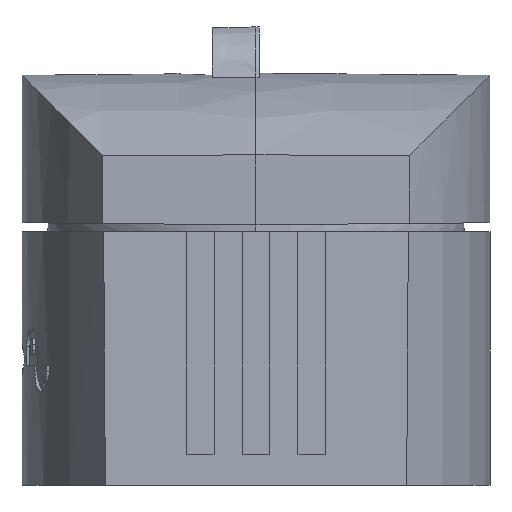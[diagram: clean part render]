
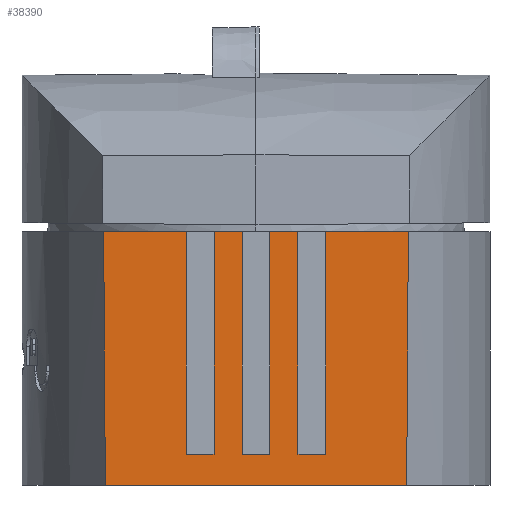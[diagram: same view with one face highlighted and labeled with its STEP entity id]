
A CAD part, front view. The second image highlights one B-rep face of the part: STEP entity #38390.
In plain terms, the highlighted face is planar.
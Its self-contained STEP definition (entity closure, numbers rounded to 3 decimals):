
#15640=CARTESIAN_POINT('',(21.559,-44.052,
-68.774));
#15650=DIRECTION('',(0.,0.,-1.));
#15660=VECTOR('',#15650,1.);
#15670=LINE('',#15640,#15660);
#15680=CARTESIAN_POINT('',(21.559,-44.052,
-73.274));
#15690=VERTEX_POINT('',#15680);
#15700=CARTESIAN_POINT('',(21.559,-44.052,
-78.571));
#15710=VERTEX_POINT('',#15700);
#15720=EDGE_CURVE('',#15690,#15710,#15670,.T.);
#15940=CARTESIAN_POINT('',(21.559,-44.052,
-71.474));
#15950=VERTEX_POINT('',#15940);
#15980=CARTESIAN_POINT('',(21.559,-44.052,
-68.774));
#15990=DIRECTION('',(0.,0.,-1.));
#16000=VECTOR('',#15990,1.);
#16010=LINE('',#15980,#16000);
#16020=CARTESIAN_POINT('',(21.559,-44.052,
-69.674));
#16030=VERTEX_POINT('',#16020);
#16040=EDGE_CURVE('',#16030,#15950,#16010,.T.);
#16260=CARTESIAN_POINT('',(21.559,-44.052,
-67.874));
#16270=VERTEX_POINT('',#16260);
#16300=CARTESIAN_POINT('',(21.559,-44.052,
-68.774));
#16310=DIRECTION('',(0.,0.,-1.));
#16320=VECTOR('',#16310,1.);
#16330=LINE('',#16300,#16320);
#16340=CARTESIAN_POINT('',(21.559,-44.052,
-66.074));
#16350=VERTEX_POINT('',#16340);
#16360=EDGE_CURVE('',#16350,#16270,#16330,.T.);
#16580=CARTESIAN_POINT('',(21.559,-44.052,
-64.274));
#16590=VERTEX_POINT('',#16580);
#16620=CARTESIAN_POINT('',(21.559,-44.052,
-68.774));
#16630=DIRECTION('',(0.,0.,-1.));
#16640=VECTOR('',#16630,1.);
#16650=LINE('',#16620,#16640);
#16660=CARTESIAN_POINT('',(21.559,-44.052,
-58.977));
#16670=VERTEX_POINT('',#16660);
#16680=EDGE_CURVE('',#16670,#16590,#16650,.T.);
#21090=CARTESIAN_POINT('',(21.259,-28.049,
-80.724));
#21100=DIRECTION('',(-1.,0.,0.));
#21110=DIRECTION('',(0.,0.,-1.));
#21120=AXIS2_PLACEMENT_3D('',#21090,#21100,#21110);
#21130=CYLINDRICAL_SURFACE('',#21120,27.);
#21440=CARTESIAN_POINT('',(21.259,-28.049,
-56.824));
#21450=DIRECTION('',(-1.,0.,0.));
#21460=DIRECTION('',(0.,0.,-1.));
#21470=AXIS2_PLACEMENT_3D('',#21440,#21450,#21460);
#21480=CYLINDRICAL_SURFACE('',#21470,27.);
#23500=CARTESIAN_POINT('',(5.259,-44.194,
-59.083));
#23510=VERTEX_POINT('',#23500);
#23540=CARTESIAN_POINT('',(5.259,-44.194,
-68.774));
#23550=DIRECTION('',(0.,0.,1.));
#23560=VECTOR('',#23550,1.);
#23570=LINE('',#23540,#23560);
#23580=CARTESIAN_POINT('',(5.259,-44.194,
-78.466));
#23590=VERTEX_POINT('',#23580);
#23600=EDGE_CURVE('',#23590,#23510,#23570,.T.);
#37270=CARTESIAN_POINT('',(21.271,-44.054,
-78.068));
#37280=DIRECTION('',(0.009,-1.,
0.));
#37290=DIRECTION('',(1.,0.009,
0.));
#37300=AXIS2_PLACEMENT_3D('',#37270,#37280,#37290);
#37310=PLANE('',#37300);
#37320=CARTESIAN_POINT('',(5.259,-44.194,
-78.466));
#37330=CARTESIAN_POINT('',(6.617,-44.182,
-78.475));
#37340=CARTESIAN_POINT('',(7.975,-44.17,
-78.483));
#37350=CARTESIAN_POINT('',(9.334,-44.158,
-78.492));
#37360=CARTESIAN_POINT('',(10.692,-44.146,
-78.501));
#37370=CARTESIAN_POINT('',(12.05,-44.135,
-78.51));
#37380=CARTESIAN_POINT('',(13.409,-44.123,
-78.519));
#37390=CARTESIAN_POINT('',(14.767,-44.111,
-78.527));
#37400=CARTESIAN_POINT('',(16.125,-44.099,
-78.536));
#37410=CARTESIAN_POINT('',(17.484,-44.087,
-78.545));
#37420=CARTESIAN_POINT('',(18.842,-44.075,
-78.554));
#37430=CARTESIAN_POINT('',(20.2,-44.063,
-78.562));
#37440=CARTESIAN_POINT('',(21.559,-44.052,
-78.571));
#37450=B_SPLINE_CURVE_WITH_KNOTS('',3,(#37320,#37330,#37340,#37350,
#37360,#37370,#37380,#37390,#37400,#37410,#37420,#37430,#37440),
.UNSPECIFIED.,.F.,.F.,(4,3,3,3,4),(0.,4.075,8.15,
12.226,16.301),.UNSPECIFIED.);
#37460=SURFACE_CURVE('',#37450,(#37310,#21480),.CURVE_3D.);
#37470=EDGE_CURVE('',#23590,#15710,#37460,.T.);
#37480=ORIENTED_EDGE('',*,*,#37470,.T.);
#37490=ORIENTED_EDGE('',*,*,#23600,.F.);
#37500=CARTESIAN_POINT('',(21.559,-44.052,
-58.977));
#37510=CARTESIAN_POINT('',(20.2,-44.063,
-58.986));
#37520=CARTESIAN_POINT('',(18.842,-44.075,
-58.995));
#37530=CARTESIAN_POINT('',(17.484,-44.087,
-59.003));
#37540=CARTESIAN_POINT('',(16.125,-44.099,
-59.012));
#37550=CARTESIAN_POINT('',(14.767,-44.111,
-59.021));
#37560=CARTESIAN_POINT('',(13.409,-44.123,
-59.03));
#37570=CARTESIAN_POINT('',(12.05,-44.135,
-59.039));
#37580=CARTESIAN_POINT('',(10.692,-44.146,
-59.047));
#37590=CARTESIAN_POINT('',(9.334,-44.158,
-59.056));
#37600=CARTESIAN_POINT('',(7.975,-44.17,
-59.065));
#37610=CARTESIAN_POINT('',(6.617,-44.182,
-59.074));
#37620=CARTESIAN_POINT('',(5.259,-44.194,
-59.083));
#37630=B_SPLINE_CURVE_WITH_KNOTS('',3,(#37500,#37510,#37520,#37530,
#37540,#37550,#37560,#37570,#37580,#37590,#37600,#37610,#37620),
.UNSPECIFIED.,.F.,.F.,(4,3,3,3,4),(0.,4.075,8.15,
12.226,16.301),.UNSPECIFIED.);
#37640=SURFACE_CURVE('',#37630,(#37310,#21130),.CURVE_3D.);
#37650=EDGE_CURVE('',#16670,#23510,#37640,.T.);
#37660=ORIENTED_EDGE('',*,*,#37650,.T.);
#37670=ORIENTED_EDGE('',*,*,#16680,.F.);
#37680=CARTESIAN_POINT('',(10.859,-44.145,
-64.274));
#37690=DIRECTION('',(-1.,-0.009,
0.));
#37700=VECTOR('',#37690,1.);
#37710=LINE('',#37680,#37700);
#37720=CARTESIAN_POINT('',(7.259,-44.176,
-64.274));
#37730=VERTEX_POINT('',#37720);
#37740=EDGE_CURVE('',#16590,#37730,#37710,.T.);
#37750=ORIENTED_EDGE('',*,*,#37740,.F.);
#37760=CARTESIAN_POINT('',(7.259,-44.176,
-68.774));
#37770=DIRECTION('',(0.,0.,1.));
#37780=VECTOR('',#37770,1.);
#37790=LINE('',#37760,#37780);
#37800=CARTESIAN_POINT('',(7.259,-44.176,
-66.074));
#37810=VERTEX_POINT('',#37800);
#37820=EDGE_CURVE('',#37810,#37730,#37790,.T.);
#37830=ORIENTED_EDGE('',*,*,#37820,.T.);
#37840=CARTESIAN_POINT('',(10.859,-44.145,
-66.074));
#37850=DIRECTION('',(1.,0.009,
0.));
#37860=VECTOR('',#37850,1.);
#37870=LINE('',#37840,#37860);
#37880=EDGE_CURVE('',#37810,#16350,#37870,.T.);
#37890=ORIENTED_EDGE('',*,*,#37880,.F.);
#37900=ORIENTED_EDGE('',*,*,#16360,.F.);
#37910=CARTESIAN_POINT('',(10.859,-44.145,
-67.874));
#37920=DIRECTION('',(-1.,-0.009,
0.));
#37930=VECTOR('',#37920,1.);
#37940=LINE('',#37910,#37930);
#37950=CARTESIAN_POINT('',(7.259,-44.176,
-67.874));
#37960=VERTEX_POINT('',#37950);
#37970=EDGE_CURVE('',#16270,#37960,#37940,.T.);
#37980=ORIENTED_EDGE('',*,*,#37970,.F.);
#37990=CARTESIAN_POINT('',(7.259,-44.176,
-68.774));
#38000=DIRECTION('',(0.,0.,-1.));
#38010=VECTOR('',#38000,1.);
#38020=LINE('',#37990,#38010);
#38030=CARTESIAN_POINT('',(7.259,-44.176,
-69.674));
#38040=VERTEX_POINT('',#38030);
#38050=EDGE_CURVE('',#37960,#38040,#38020,.T.);
#38060=ORIENTED_EDGE('',*,*,#38050,.F.);
#38070=CARTESIAN_POINT('',(10.859,-44.145,
-69.674));
#38080=DIRECTION('',(1.,0.009,
0.));
#38090=VECTOR('',#38080,1.);
#38100=LINE('',#38070,#38090);
#38110=EDGE_CURVE('',#38040,#16030,#38100,.T.);
#38120=ORIENTED_EDGE('',*,*,#38110,.F.);
#38130=ORIENTED_EDGE('',*,*,#16040,.F.);
#38140=CARTESIAN_POINT('',(10.859,-44.145,
-71.474));
#38150=DIRECTION('',(-1.,-0.009,
0.));
#38160=VECTOR('',#38150,1.);
#38170=LINE('',#38140,#38160);
#38180=CARTESIAN_POINT('',(7.259,-44.176,
-71.474));
#38190=VERTEX_POINT('',#38180);
#38200=EDGE_CURVE('',#15950,#38190,#38170,.T.);
#38210=ORIENTED_EDGE('',*,*,#38200,.F.);
#38220=CARTESIAN_POINT('',(7.259,-44.176,
-68.774));
#38230=DIRECTION('',(0.,0.,-1.));
#38240=VECTOR('',#38230,1.);
#38250=LINE('',#38220,#38240);
#38260=CARTESIAN_POINT('',(7.259,-44.176,
-73.274));
#38270=VERTEX_POINT('',#38260);
#38280=EDGE_CURVE('',#38190,#38270,#38250,.T.);
#38290=ORIENTED_EDGE('',*,*,#38280,.F.);
#38300=CARTESIAN_POINT('',(10.859,-44.145,
-73.274));
#38310=DIRECTION('',(1.,0.009,
0.));
#38320=VECTOR('',#38310,1.);
#38330=LINE('',#38300,#38320);
#38340=EDGE_CURVE('',#38270,#15690,#38330,.T.);
#38350=ORIENTED_EDGE('',*,*,#38340,.F.);
#38360=ORIENTED_EDGE('',*,*,#15720,.F.);
#38370=EDGE_LOOP('',(#38360,#38350,#38290,#38210,#38130,#38120,#38060,
#37980,#37900,#37890,#37830,#37750,#37670,#37660,#37490,#37480));
#38380=FACE_OUTER_BOUND('',#38370,.T.);
#38390=ADVANCED_FACE('',(#38380),#37310,.T.);
